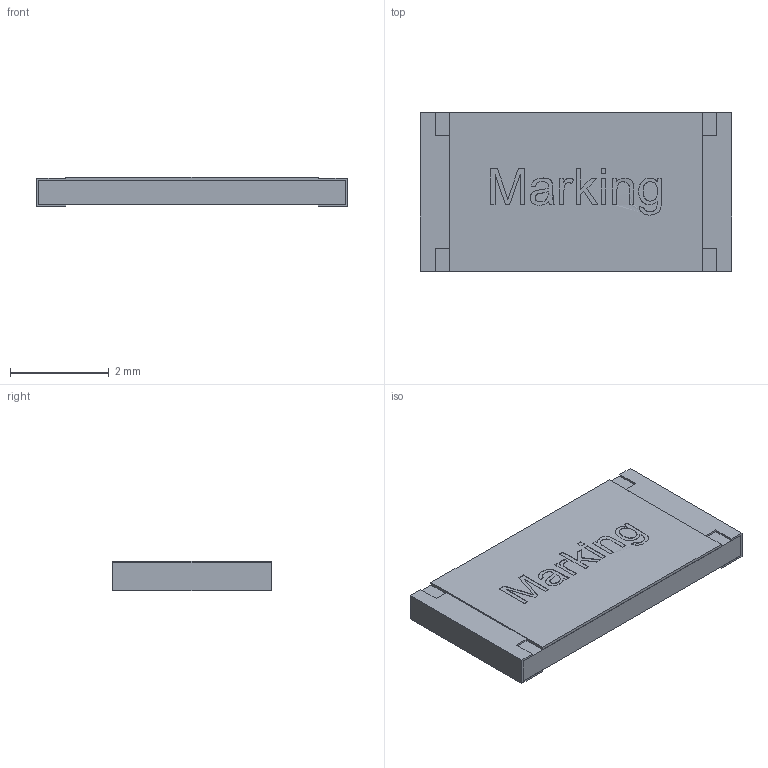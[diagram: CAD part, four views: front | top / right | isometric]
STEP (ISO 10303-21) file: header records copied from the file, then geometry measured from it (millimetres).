
FILE_DESCRIPTION(('STEP AP214'),'1');
FILE_NAME('R_Wurth_WRIS-KSKE-2512.step','2025-01-15T02:58:12',(' '),('ANSOFT Corporation'),'Spatial InterOp 3D',' ',' ');
FILE_SCHEMA(('AUTOMOTIVE_DESIGN { 1 0 10303 214 1 1 1 1 }'));
Length unit declared in the file: millimetre
Products named in the file (1): Cover
Bounding box: 6.3 x 3.2 x 0.6 mm (x, y, z)
Volume: 11.3 mm3; surface area: 104.6 mm2
Topology: 4 solids, 4 shells, 111 faces, 277 edges, 184 vertices
Faces by surface type: plane 96, extrusion 11, cylinder 3, bspline 1
Entity records: 4995 total; most frequent: CARTESIAN_POINT 1025, ORIENTED_EDGE 552, DIRECTION 471, EDGE_CURVE 276, VECTOR 253, LINE 242, STYLED_ITEM 199, PRESENTATION_STYLE_ASSIGNMENT 199
